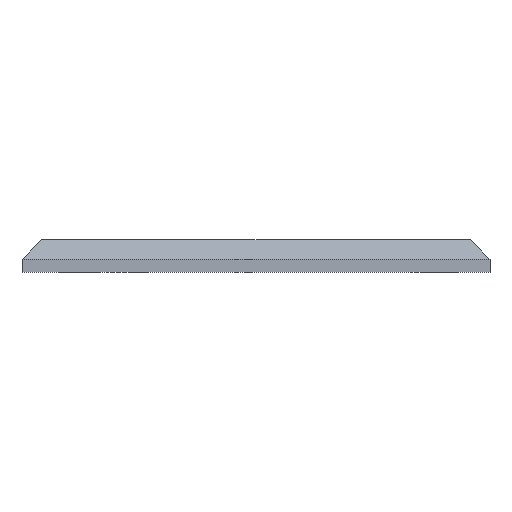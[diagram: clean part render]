
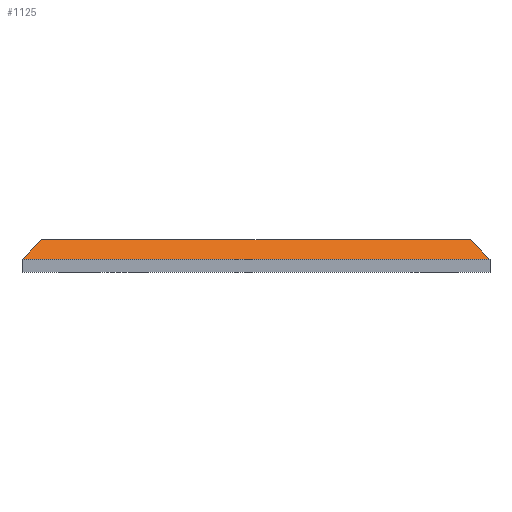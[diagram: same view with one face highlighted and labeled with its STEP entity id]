
A CAD part, front view. The second image highlights one B-rep face of the part: STEP entity #1125.
In plain terms, the highlighted planar face has unit normal (0, -0.707, 0.707).
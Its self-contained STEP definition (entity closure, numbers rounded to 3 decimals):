
#69=PLANE('',#1257);
#131=FACE_OUTER_BOUND('',#209,.T.);
#209=EDGE_LOOP('',(#1005,#1006,#1007,#1008));
#302=LINE('',#1883,#401);
#307=LINE('',#1893,#406);
#310=LINE('',#1900,#409);
#312=LINE('',#1903,#411);
#401=VECTOR('',#1560,10.);
#406=VECTOR('',#1569,10.);
#409=VECTOR('',#1576,10.);
#411=VECTOR('',#1580,10.);
#566=VERTEX_POINT('',#1879);
#568=VERTEX_POINT('',#1882);
#571=VERTEX_POINT('',#1891);
#573=VERTEX_POINT('',#1899);
#712=EDGE_CURVE('',#568,#566,#302,.T.);
#718=EDGE_CURVE('',#566,#571,#307,.T.);
#721=EDGE_CURVE('',#568,#573,#310,.T.);
#723=EDGE_CURVE('',#571,#573,#312,.T.);
#1005=ORIENTED_EDGE('',*,*,#723,.T.);
#1006=ORIENTED_EDGE('',*,*,#721,.F.);
#1007=ORIENTED_EDGE('',*,*,#712,.T.);
#1008=ORIENTED_EDGE('',*,*,#718,.T.);
#1125=ADVANCED_FACE('',(#131),#69,.T.);
#1257=AXIS2_PLACEMENT_3D('',#1902,#1578,#1579);
#1560=DIRECTION('',(-1.,0.,0.));
#1569=DIRECTION('',(-0.577,-0.577,-0.577));
#1576=DIRECTION('',(0.577,-0.577,-0.577));
#1578=DIRECTION('center_axis',(0.,-0.707,0.707));
#1579=DIRECTION('ref_axis',(1.,0.,0.));
#1580=DIRECTION('',(1.,0.,0.));
#1879=CARTESIAN_POINT('',(-18.346,-43.5,33.5));
#1882=CARTESIAN_POINT('',(14.327,-43.5,33.5));
#1883=CARTESIAN_POINT('',(-10.928,-43.5,33.5));
#1891=CARTESIAN_POINT('',(-19.846,-45.,32.));
#1893=CARTESIAN_POINT('',(-18.346,-43.5,33.5));
#1899=CARTESIAN_POINT('',(15.827,-45.,32.));
#1900=CARTESIAN_POINT('',(14.327,-43.5,33.5));
#1902=CARTESIAN_POINT('Origin',(-10.928,-44.25,32.75));
#1903=CARTESIAN_POINT('',(-10.928,-45.,32.));
